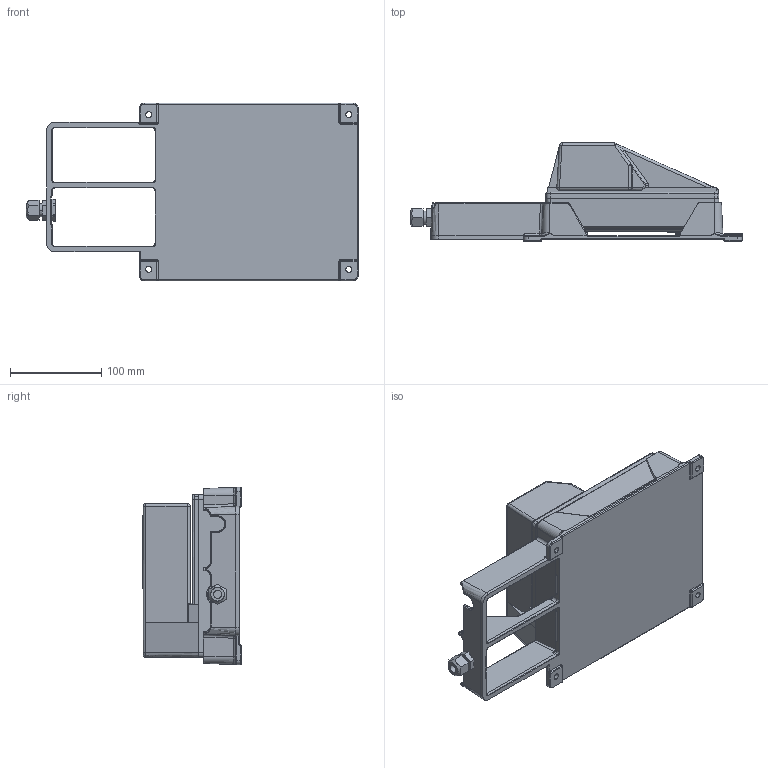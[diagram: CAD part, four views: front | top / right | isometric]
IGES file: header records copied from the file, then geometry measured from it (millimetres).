
Start section: SolidWorks IGES file using analytic representation for surfaces
Global section: file name: DR-U295_352001_51.IGS; native system: SolidWorks 2014; preprocessor: SolidWorks 2014; author: LarsenR; date: 150224.100729; units: millimetre
Bounding box: 364.71 x 108.2 x 195 mm (x, y, z)
Surface area: 274566.9 mm2 (no closed solid volume)
Topology: 0 solids, 0 shells, 665 faces, 4848 edges, 4811 vertices
Faces by surface type: bspline 351, revolution 314
